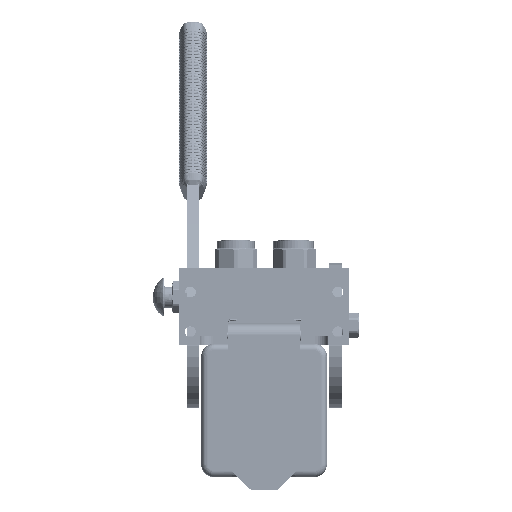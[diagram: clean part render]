
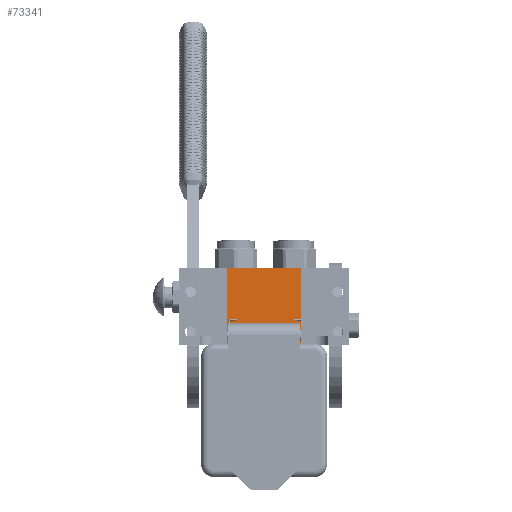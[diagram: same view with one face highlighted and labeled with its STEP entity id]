
A CAD part, left-side view. The second image highlights one B-rep face of the part: STEP entity #73341.
In plain terms, the highlighted face is planar.
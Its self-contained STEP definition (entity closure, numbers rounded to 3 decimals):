
#8620 = CARTESIAN_POINT ( 'NONE',  ( -29., 0., -107.5 ) ) ;
#11343 = EDGE_LOOP ( 'NONE', ( #18523, #32286, #129749, #163132 ) ) ;
#14836 = LINE ( 'NONE', #135987, #150775 ) ;
#18523 = ORIENTED_EDGE ( 'NONE', *, *, #129605, .T. ) ;
#19548 = LINE ( 'NONE', #155595, #23742 ) ;
#23742 = VECTOR ( 'NONE', #89168, 1000. ) ;
#25469 = VERTEX_POINT ( 'NONE', #167532 ) ;
#28086 = DIRECTION ( 'NONE',  ( -1., 0., 0. ) ) ;
#32286 = ORIENTED_EDGE ( 'NONE', *, *, #82831, .F. ) ;
#43923 = FACE_OUTER_BOUND ( 'NONE', #11343, .T. ) ;
#47121 = DIRECTION ( 'NONE',  ( -1., 0., 0. ) ) ;
#54216 = EDGE_CURVE ( 'NONE', #80136, #83187, #19548, .T. ) ;
#56450 = VECTOR ( 'NONE', #47121, 1000. ) ;
#61386 = EDGE_CURVE ( 'NONE', #80136, #73070, #128656, .T. ) ;
#67176 = DIRECTION ( 'NONE',  ( 0., 1., 0. ) ) ;
#69131 = CARTESIAN_POINT ( 'NONE',  ( 29., 0., -107.5 ) ) ;
#71984 = CARTESIAN_POINT ( 'NONE',  ( 29., 60.2, -107.5 ) ) ;
#73070 = VERTEX_POINT ( 'NONE', #8620 ) ;
#73341 = ADVANCED_FACE ( 'NONE', ( #43923 ), #164514, .T. ) ;
#80136 = VERTEX_POINT ( 'NONE', #87498 ) ;
#82067 = DIRECTION ( 'NONE',  ( -1., 0., 0. ) ) ;
#82831 = EDGE_CURVE ( 'NONE', #83187, #25469, #120846, .T. ) ;
#83187 = VERTEX_POINT ( 'NONE', #71984 ) ;
#86945 = CARTESIAN_POINT ( 'NONE',  ( 29., 0., -107.5 ) ) ;
#87498 = CARTESIAN_POINT ( 'NONE',  ( 29., 0., -107.5 ) ) ;
#89168 = DIRECTION ( 'NONE',  ( 0., 1., 0. ) ) ;
#120846 = LINE ( 'NONE', #137265, #156889 ) ;
#128656 = LINE ( 'NONE', #86945, #56450 ) ;
#129605 = EDGE_CURVE ( 'NONE', #73070, #25469, #14836, .T. ) ;
#129749 = ORIENTED_EDGE ( 'NONE', *, *, #54216, .F. ) ;
#135987 = CARTESIAN_POINT ( 'NONE',  ( -29., 0., -107.5 ) ) ;
#137265 = CARTESIAN_POINT ( 'NONE',  ( 29., 60.2, -107.5 ) ) ;
#150775 = VECTOR ( 'NONE', #67176, 1000. ) ;
#155595 = CARTESIAN_POINT ( 'NONE',  ( 29., 0., -107.5 ) ) ;
#156889 = VECTOR ( 'NONE', #82067, 1000. ) ;
#163132 = ORIENTED_EDGE ( 'NONE', *, *, #61386, .T. ) ;
#163944 = DIRECTION ( 'NONE',  ( 0., 0., -1. ) ) ;
#164514 = PLANE ( 'NONE',  #168437 ) ;
#167532 = CARTESIAN_POINT ( 'NONE',  ( -29., 60.2, -107.5 ) ) ;
#168437 = AXIS2_PLACEMENT_3D ( 'NONE', #69131, #163944, #28086 ) ;
